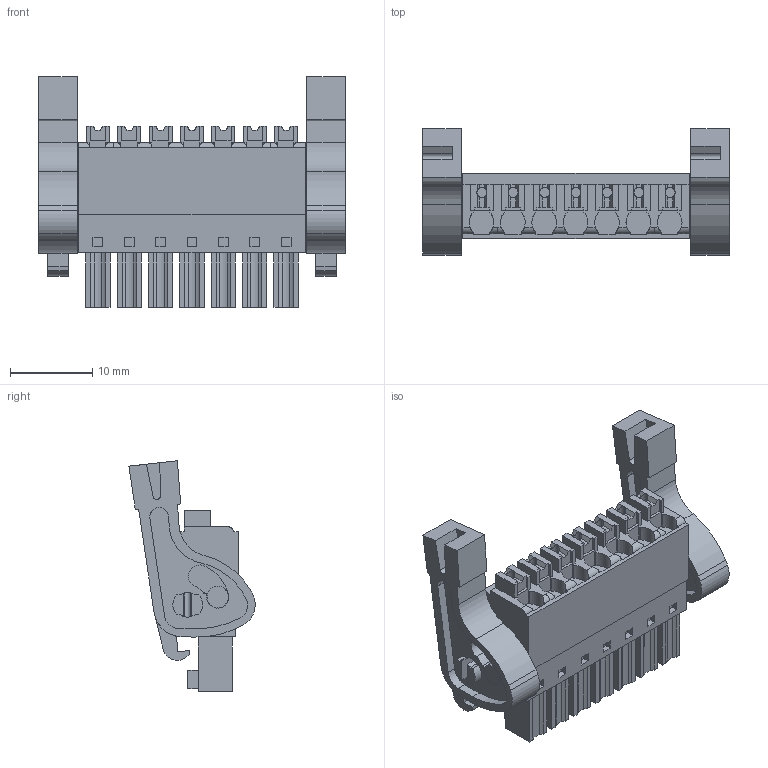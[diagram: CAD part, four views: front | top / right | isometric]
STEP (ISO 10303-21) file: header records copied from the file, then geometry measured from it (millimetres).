
FILE_DESCRIPTION(('CATIA V5 STEP','CAx-IF Rec.Pracs.--- Model Styling and Organization---1.2---2011-12-15'),'2;1');
FILE_NAME ('D1462231_0', '2017-07-31T12:51:19+00:00', ('none'), ('Weidmueller'), 'CATIA Version 5-6 Release 2014', 'CATIA V5 STEP AP214', 'none');
FILE_SCHEMA(('AUTOMOTIVE_DESIGN { 1 0 10303 214 1 1 1 1 }'));
Length unit declared in the file: millimetre
Products named in the file (1): 2442650000
Bounding box: 37.26 x 15.33 x 28 mm (x, y, z)
Volume: 4418.8 mm3; surface area: 4669.9 mm2
Topology: 10 solids, 10 shells, 631 faces, 1719 edges, 1146 vertices
Faces by surface type: plane 478, cylinder 153
Entity records: 19532 total; most frequent: CARTESIAN_POINT 3859, ORIENTED_EDGE 3438, DIRECTION 2465, EDGE_CURVE 1719, VECTOR 1321, LINE 1321, VERTEX_POINT 1146, AXIS2_PLACEMENT_3D 729
